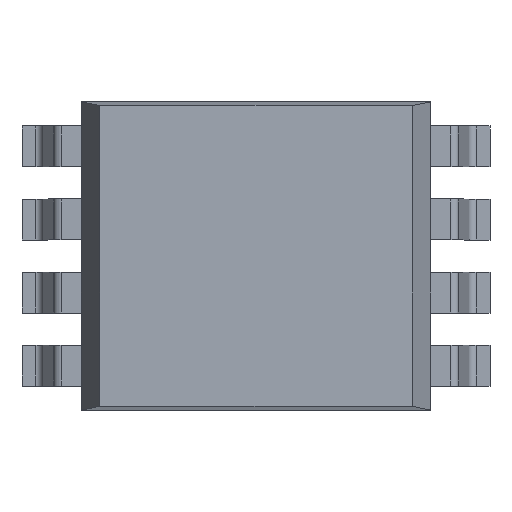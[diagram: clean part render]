
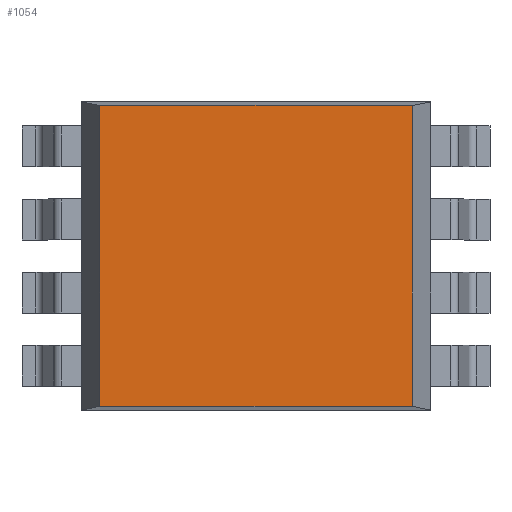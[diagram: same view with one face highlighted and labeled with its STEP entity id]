
A CAD part, top view. The second image highlights one B-rep face of the part: STEP entity #1054.
In plain terms, the highlighted planar face has unit normal (0, 0, 1).
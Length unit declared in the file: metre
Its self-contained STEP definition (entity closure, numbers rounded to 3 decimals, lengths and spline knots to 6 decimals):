
#714 = EDGE_CURVE( '', #1770, #1771, #1772, .T. );
#872 = EDGE_CURVE( '', #1771, #1993, #1994, .T. );
#880 = EDGE_CURVE( '', #2004, #1770, #2005, .T. );
#1054 = ADVANCED_FACE( '', ( #2226 ), #2227, .F. );
#1312 = EDGE_CURVE( '', #1993, #2004, #2531, .T. );
#1770 = VERTEX_POINT( '', #3159 );
#1771 = VERTEX_POINT( '', #3160 );
#1772 = B_SPLINE_CURVE_WITH_KNOTS( '', 1, ( #3161, #3162 ), .UNSPECIFIED., .F., .F., ( 2, 2 ), ( 0., 1. ), .UNSPECIFIED. );
#1993 = VERTEX_POINT( '', #3498 );
#1994 = B_SPLINE_CURVE_WITH_KNOTS( '', 1, ( #3499, #3500 ), .UNSPECIFIED., .F., .F., ( 2, 2 ), ( 0., 1. ), .UNSPECIFIED. );
#2004 = VERTEX_POINT( '', #3516 );
#2005 = B_SPLINE_CURVE_WITH_KNOTS( '', 1, ( #3517, #3518 ), .UNSPECIFIED., .F., .F., ( 2, 2 ), ( 0., 1. ), .UNSPECIFIED. );
#2226 = FACE_OUTER_BOUND( '', #3865, .T. );
#2227 = PLANE( '', #3866 );
#2531 = B_SPLINE_CURVE_WITH_KNOTS( '', 1, ( #4358, #4359 ), .UNSPECIFIED., .F., .F., ( 2, 2 ), ( 0., 1. ), .UNSPECIFIED. );
#3159 = CARTESIAN_POINT( '', ( 0.001067, -0.001029, 0.000889 ) );
#3160 = CARTESIAN_POINT( '', ( 0.001067, 0.001029, 0.000889 ) );
#3161 = CARTESIAN_POINT( '', ( 0.001067, -0.001029, 0.000889 ) );
#3162 = CARTESIAN_POINT( '', ( 0.001067, 0.001029, 0.000889 ) );
#3498 = CARTESIAN_POINT( '', ( -0.001067, 0.001029, 0.000889 ) );
#3499 = CARTESIAN_POINT( '', ( 0.001067, 0.001029, 0.000889 ) );
#3500 = CARTESIAN_POINT( '', ( -0.001067, 0.001029, 0.000889 ) );
#3516 = CARTESIAN_POINT( '', ( -0.001067, -0.001029, 0.000889 ) );
#3517 = CARTESIAN_POINT( '', ( -0.001067, -0.001029, 0.000889 ) );
#3518 = CARTESIAN_POINT( '', ( 0.001067, -0.001029, 0.000889 ) );
#3865 = EDGE_LOOP( '', ( #5387, #5388, #5389, #5390 ) );
#3866 = AXIS2_PLACEMENT_3D( '', #5391, #5392, #5393 );
#4358 = CARTESIAN_POINT( '', ( -0.001067, 0.001029, 0.000889 ) );
#4359 = CARTESIAN_POINT( '', ( -0.001067, -0.001029, 0.000889 ) );
#5387 = ORIENTED_EDGE( '', *, *, #714, .T. );
#5388 = ORIENTED_EDGE( '', *, *, #872, .T. );
#5389 = ORIENTED_EDGE( '', *, *, #1312, .T. );
#5390 = ORIENTED_EDGE( '', *, *, #880, .T. );
#5391 = CARTESIAN_POINT( '', ( -0.001067, -0.001029, 0.000889 ) );
#5392 = DIRECTION( '', ( 0., 0., -1. ) );
#5393 = DIRECTION( '', ( 0., -1., 0. ) );
